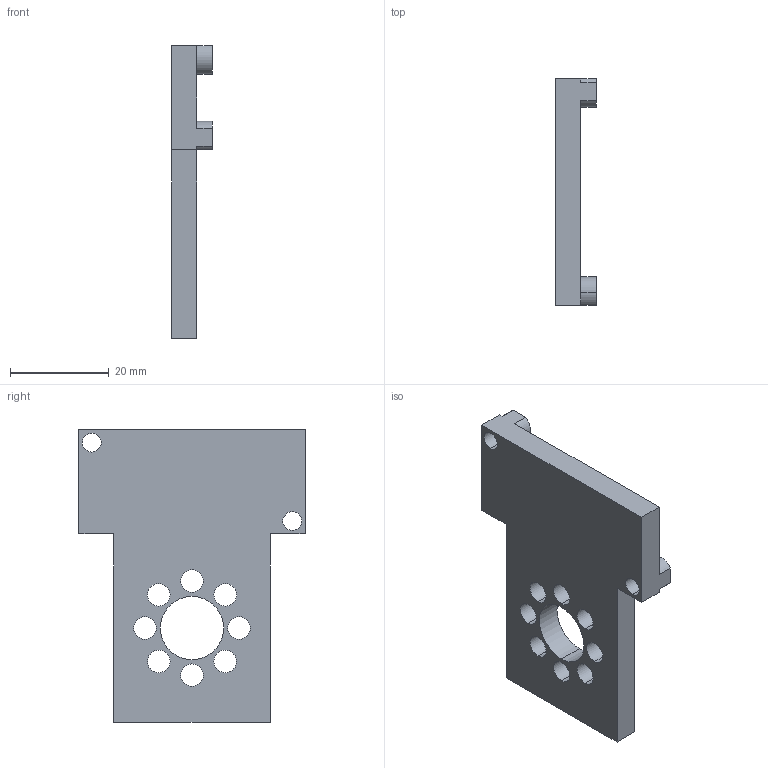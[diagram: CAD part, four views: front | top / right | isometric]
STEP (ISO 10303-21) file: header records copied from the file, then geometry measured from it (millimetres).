
FILE_DESCRIPTION (( 'STEP AP214' ), '1' );
FILE_NAME ('PingSonarSensorBracket.STEP', '2025-03-19T22:22:31', ( '' ), ( '' ), 'SwSTEP 2.0', 'SolidWorks 2025', '' );
FILE_SCHEMA (( 'AUTOMOTIVE_DESIGN' ));
Length unit declared in the file: inch
Products named in the file (1): PingSonarSensorBracket
Bounding box: 8.26 x 45.78 x 59.18 mm (x, y, z)
Volume: 9722.3 mm3; surface area: 5959.8 mm2
Topology: 1 solids, 1 shells, 41 faces, 117 edges, 78 vertices
Faces by surface type: cylinder 27, plane 14
Entity records: 1436 total; most frequent: DIRECTION 255, CARTESIAN_POINT 237, ORIENTED_EDGE 234, EDGE_CURVE 117, AXIS2_PLACEMENT_3D 96, VERTEX_POINT 78, EDGE_LOOP 63, VECTOR 63
